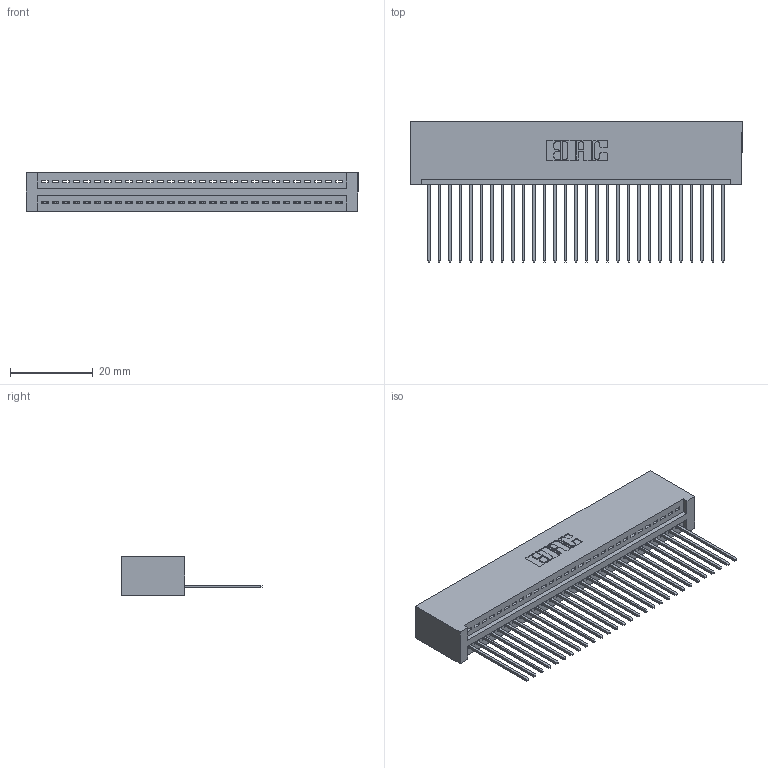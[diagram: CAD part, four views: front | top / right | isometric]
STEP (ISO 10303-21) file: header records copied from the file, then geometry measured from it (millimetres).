
FILE_DESCRIPTION (( 'STEP AP203' ), '1' );
FILE_NAME ('345-029-541-101.STEP', '2019-10-07T07:49:06', ( '' ), ( '' ), 'SwSTEP 2.0', 'SolidWorks 2016', '' );
FILE_SCHEMA (( 'CONFIG_CONTROL_DESIGN' ));
Length unit declared in the file: inch
Products named in the file (3): 345-029-541-101; 345-292-001_345-293-141; 345 Part_No Mounting Lugs
Assembly tree (30 placements, depth 2):
  345-029-541-101
    345 Part_No Mounting Lugs
    345-292-001_345-293-141  x29
Bounding box: 80.26 x 33.96 x 9.4 mm (x, y, z)
Volume: 8197.1 mm3; surface area: 11469.8 mm2
Topology: 30 solids, 30 shells, 1800 faces, 5421 edges, 3574 vertices
Faces by surface type: plane 1236, cylinder 564
Entity records: 23317 total; most frequent: CARTESIAN_POINT 4047, ORIENTED_EDGE 4010, DIRECTION 3547, EDGE_CURVE 2005, VECTOR 1765, LINE 1765, VERTEX_POINT 1334, AXIS2_PLACEMENT_3D 891
